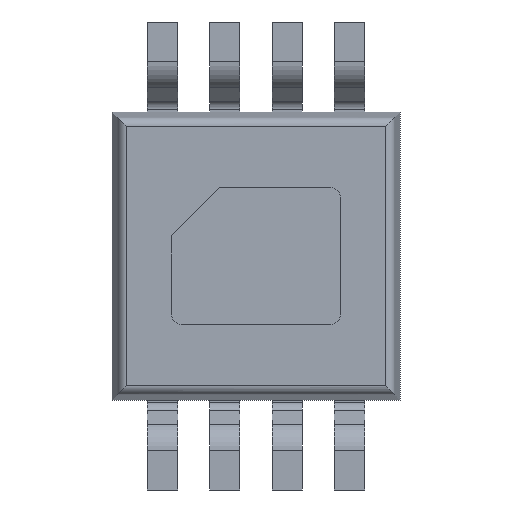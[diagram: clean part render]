
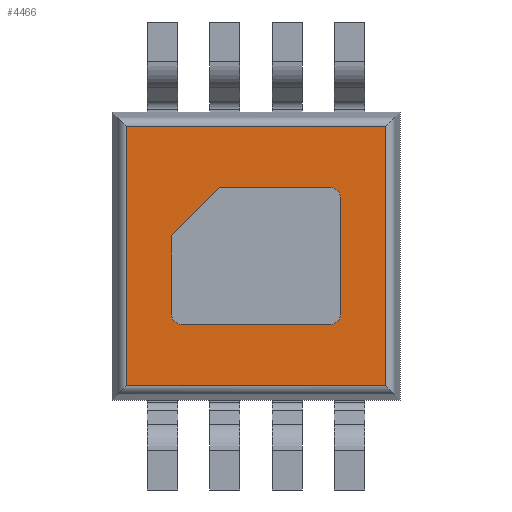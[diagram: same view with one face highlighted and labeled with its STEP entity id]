
A CAD part, front view. The second image highlights one B-rep face of the part: STEP entity #4466.
In plain terms, the highlighted planar face has unit normal (0, -1, 0).
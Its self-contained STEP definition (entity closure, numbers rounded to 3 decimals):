
#4358 = CARTESIAN_POINT ( 'NONE',  ( 0.88, 0.05, -0.61 ) ) ;
#4359 = VERTEX_POINT ( 'NONE', #4358 ) ;
#4360 = CARTESIAN_POINT ( 'NONE',  ( 0.88, 0.05, 0.61 ) ) ;
#4361 = VERTEX_POINT ( 'NONE', #4360 ) ;
#4362 = CARTESIAN_POINT ( 'NONE',  ( 0.88, 0.05, -0.71 ) ) ;
#4363 = DIRECTION ( 'NONE',  ( 0., 0., 1. ) ) ;
#4364 = VECTOR ( 'NONE', #4363, 1000. ) ;
#4365 = LINE ( 'NONE', #4362, #4364 ) ;
#4366 = EDGE_CURVE ( 'NONE', #4359, #4361, #4365, .T. ) ;
#4367 = ORIENTED_EDGE ( 'NONE', *, *, #4366, .F. ) ;
#4368 = CARTESIAN_POINT ( 'NONE',  ( 0.78, 0.05, -0.71 ) ) ;
#4369 = VERTEX_POINT ( 'NONE', #4368 ) ;
#4370 = CARTESIAN_POINT ( 'NONE',  ( 0.78, 0.05, -0.61 ) ) ;
#4371 = DIRECTION ( 'NONE',  ( 0., 1., 0. ) ) ;
#4372 = DIRECTION ( 'NONE',  ( 0., 0., -1. ) ) ;
#4373 = AXIS2_PLACEMENT_3D ( 'NONE', #4370, #4371, #4372 ) ;
#4374 = CIRCLE ( 'NONE', #4373, 0.1) ;
#4375 = EDGE_CURVE ( 'NONE', #4359, #4369, #4374, .T. ) ;
#4376 = ORIENTED_EDGE ( 'NONE', *, *, #4375, .T. ) ;
#4377 = CARTESIAN_POINT ( 'NONE',  ( -0.78, 0.05, -0.71 ) ) ;
#4378 = VERTEX_POINT ( 'NONE', #4377 ) ;
#4379 = CARTESIAN_POINT ( 'NONE',  ( -0.88, 0.05, -0.71 ) ) ;
#4380 = DIRECTION ( 'NONE',  ( 1., 0., 0. ) ) ;
#4381 = VECTOR ( 'NONE', #4380, 1000. ) ;
#4382 = LINE ( 'NONE', #4379, #4381 ) ;
#4383 = EDGE_CURVE ( 'NONE', #4378, #4369, #4382, .T. ) ;
#4384 = ORIENTED_EDGE ( 'NONE', *, *, #4383, .F. ) ;
#4385 = CARTESIAN_POINT ( 'NONE',  ( -0.88, 0.05, -0.61 ) ) ;
#4386 = VERTEX_POINT ( 'NONE', #4385 ) ;
#4387 = CARTESIAN_POINT ( 'NONE',  ( -0.78, 0.05, -0.61 ) ) ;
#4388 = DIRECTION ( 'NONE',  ( 0., 1., 0. ) ) ;
#4389 = DIRECTION ( 'NONE',  ( 0., 0., -1. ) ) ;
#4390 = AXIS2_PLACEMENT_3D ( 'NONE', #4387, #4388, #4389 ) ;
#4391 = CIRCLE ( 'NONE', #4390, 0.1) ;
#4392 = EDGE_CURVE ( 'NONE', #4378, #4386, #4391, .T. ) ;
#4393 = ORIENTED_EDGE ( 'NONE', *, *, #4392, .T. ) ;
#4394 = CARTESIAN_POINT ( 'NONE',  ( -0.88, 0.05, 0.21 ) ) ;
#4395 = VERTEX_POINT ( 'NONE', #4394 ) ;
#4396 = CARTESIAN_POINT ( 'NONE',  ( -0.88, 0.05, -0.71 ) ) ;
#4397 = DIRECTION ( 'NONE',  ( 0., 0., -1. ) ) ;
#4398 = VECTOR ( 'NONE', #4397, 1000. ) ;
#4399 = LINE ( 'NONE', #4396, #4398 ) ;
#4400 = EDGE_CURVE ( 'NONE', #4395, #4386, #4399, .T. ) ;
#4401 = ORIENTED_EDGE ( 'NONE', *, *, #4400, .F. ) ;
#4402 = CARTESIAN_POINT ( 'NONE',  ( -0.38, 0.05, 0.71 ) ) ;
#4403 = VERTEX_POINT ( 'NONE', #4402 ) ;
#4404 = CARTESIAN_POINT ( 'NONE',  ( -0.88, 0.05, 0.21 ) ) ;
#4405 = DIRECTION ( 'NONE',  ( 0.707, 0., 0.707 ) ) ;
#4406 = VECTOR ( 'NONE', #4405, 1000. ) ;
#4407 = LINE ( 'NONE', #4404, #4406 ) ;
#4408 = EDGE_CURVE ( 'NONE', #4395, #4403, #4407, .T. ) ;
#4409 = ORIENTED_EDGE ( 'NONE', *, *, #4408, .T. ) ;
#4410 = CARTESIAN_POINT ( 'NONE',  ( 0.78, 0.05, 0.71 ) ) ;
#4411 = VERTEX_POINT ( 'NONE', #4410 ) ;
#4412 = CARTESIAN_POINT ( 'NONE',  ( -0.88, 0.05, 0.71 ) ) ;
#4413 = DIRECTION ( 'NONE',  ( -1., 0., 0. ) ) ;
#4414 = VECTOR ( 'NONE', #4413, 1000. ) ;
#4415 = LINE ( 'NONE', #4412, #4414 ) ;
#4416 = EDGE_CURVE ( 'NONE', #4411, #4403, #4415, .T. ) ;
#4417 = ORIENTED_EDGE ( 'NONE', *, *, #4416, .F. ) ;
#4418 = CARTESIAN_POINT ( 'NONE',  ( 0.78, 0.05, 0.61 ) ) ;
#4419 = DIRECTION ( 'NONE',  ( 0., 1., 0. ) ) ;
#4420 = DIRECTION ( 'NONE',  ( 0., 0., -1. ) ) ;
#4421 = AXIS2_PLACEMENT_3D ( 'NONE', #4418, #4419, #4420 ) ;
#4422 = CIRCLE ( 'NONE', #4421, 0.1) ;
#4423 = EDGE_CURVE ( 'NONE', #4411, #4361, #4422, .T. ) ;
#4424 = ORIENTED_EDGE ( 'NONE', *, *, #4423, .T. ) ;
#4425 = EDGE_LOOP ( 'NONE', ( #4367, #4376, #4384, #4393, #4401, #4409, #4417, #4424 ) ) ;
#4426 = FACE_BOUND ( 'NONE', #4425, .T. ) ;
#4427 = CARTESIAN_POINT ( 'NONE',  ( 1.346, 0.05, -1.346 ) ) ;
#4428 = VERTEX_POINT ( 'NONE', #4427 ) ;
#4429 = CARTESIAN_POINT ( 'NONE',  ( 1.346, 0.05, 1.346 ) ) ;
#4430 = VERTEX_POINT ( 'NONE', #4429 ) ;
#4431 = CARTESIAN_POINT ( 'NONE',  ( 1.346, 0.05, 0. ) ) ;
#4432 = DIRECTION ( 'NONE',  ( 0., 0., 1. ) ) ;
#4433 = VECTOR ( 'NONE', #4432, 1000. ) ;
#4434 = LINE ( 'NONE', #4431, #4433 ) ;
#4435 = EDGE_CURVE ( 'NONE', #4428, #4430, #4434, .T. ) ;
#4436 = ORIENTED_EDGE ( 'NONE', *, *, #4435, .T. ) ;
#4437 = CARTESIAN_POINT ( 'NONE',  ( -1.346, 0.05, 1.346 ) ) ;
#4438 = VERTEX_POINT ( 'NONE', #4437 ) ;
#4439 = CARTESIAN_POINT ( 'NONE',  ( 0., 0.05, 1.346 ) ) ;
#4440 = DIRECTION ( 'NONE',  ( -1., 0., 0. ) ) ;
#4441 = VECTOR ( 'NONE', #4440, 1000. ) ;
#4442 = LINE ( 'NONE', #4439, #4441 ) ;
#4443 = EDGE_CURVE ( 'NONE', #4430, #4438, #4442, .T. ) ;
#4444 = ORIENTED_EDGE ( 'NONE', *, *, #4443, .T. ) ;
#4445 = CARTESIAN_POINT ( 'NONE',  ( -1.346, 0.05, -1.346 ) ) ;
#4446 = VERTEX_POINT ( 'NONE', #4445 ) ;
#4447 = CARTESIAN_POINT ( 'NONE',  ( -1.346, 0.05, 0. ) ) ;
#4448 = DIRECTION ( 'NONE',  ( 0., 0., -1. ) ) ;
#4449 = VECTOR ( 'NONE', #4448, 1000. ) ;
#4450 = LINE ( 'NONE', #4447, #4449 ) ;
#4451 = EDGE_CURVE ( 'NONE', #4438, #4446, #4450, .T. ) ;
#4452 = ORIENTED_EDGE ( 'NONE', *, *, #4451, .T. ) ;
#4453 = CARTESIAN_POINT ( 'NONE',  ( 0., 0.05, -1.346 ) ) ;
#4454 = DIRECTION ( 'NONE',  ( 1., 0., 0. ) ) ;
#4455 = VECTOR ( 'NONE', #4454, 1000. ) ;
#4456 = LINE ( 'NONE', #4453, #4455 ) ;
#4457 = EDGE_CURVE ( 'NONE', #4446, #4428, #4456, .T. ) ;
#4458 = ORIENTED_EDGE ( 'NONE', *, *, #4457, .T. ) ;
#4459 = EDGE_LOOP ( 'NONE', ( #4436, #4444, #4452, #4458 ) ) ;
#4460 = FACE_OUTER_BOUND ( 'NONE', #4459, .T. ) ;
#4461 = CARTESIAN_POINT ( 'NONE',  ( 0., 0.05, 0. ) ) ;
#4462 = DIRECTION ( 'NONE',  ( 0., -1., 0. ) ) ;
#4463 = DIRECTION ( 'NONE',  ( 0., 0., -1. ) ) ;
#4464 = AXIS2_PLACEMENT_3D ( 'NONE', #4461, #4462, #4463 ) ;
#4465 = PLANE ( 'NONE', #4464 ) ;
#4466 = ADVANCED_FACE ( 'NONE', ( #4426, #4460 ), #4465, .T. ) ;
